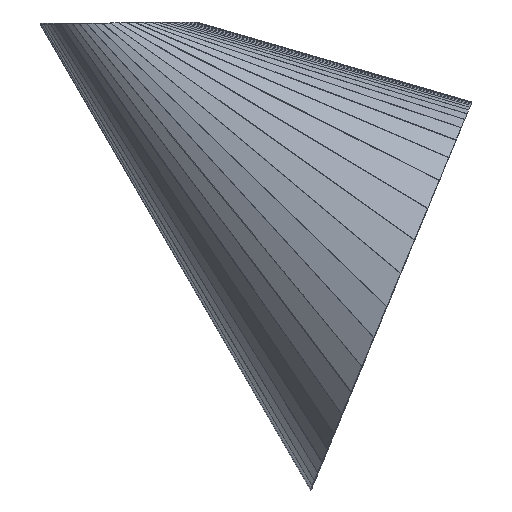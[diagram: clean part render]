
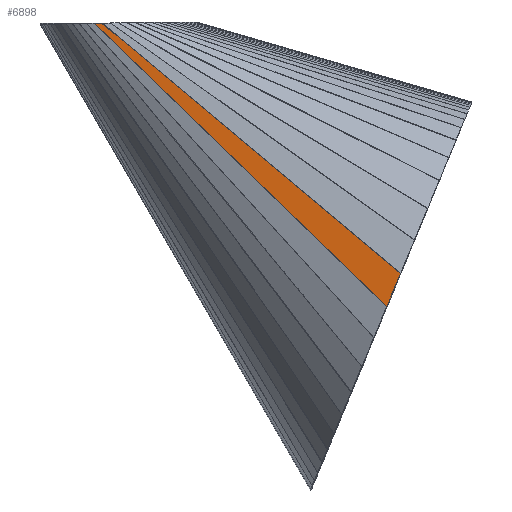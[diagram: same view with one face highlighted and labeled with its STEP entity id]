
A CAD part, left-side view. The second image highlights one B-rep face of the part: STEP entity #6898.
In plain terms, the highlighted planar face has unit normal (-0.957, 0.257, 0.138).
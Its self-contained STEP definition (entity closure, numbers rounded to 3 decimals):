
#712=FACE_OUTER_BOUND('',#1206,.T.);
#1206=EDGE_LOOP('',(#5299,#5300,#5301,#5302));
#1911=LINE('',#11056,#2655);
#1912=LINE('',#11060,#2656);
#1913=LINE('',#11062,#2657);
#1914=LINE('',#11063,#2658);
#2655=VECTOR('',#9073,10.);
#2656=VECTOR('',#9078,10.);
#2657=VECTOR('',#9079,10.);
#2658=VECTOR('',#9080,10.);
#3399=VERTEX_POINT('',#11053);
#3400=VERTEX_POINT('',#11055);
#3401=VERTEX_POINT('',#11059);
#3402=VERTEX_POINT('',#11061);
#4102=EDGE_CURVE('',#3399,#3400,#1911,.T.);
#4104=EDGE_CURVE('',#3401,#3399,#1912,.T.);
#4105=EDGE_CURVE('',#3401,#3402,#1913,.T.);
#4106=EDGE_CURVE('',#3402,#3400,#1914,.T.);
#5299=ORIENTED_EDGE('',*,*,#4104,.F.);
#5300=ORIENTED_EDGE('',*,*,#4105,.T.);
#5301=ORIENTED_EDGE('',*,*,#4106,.T.);
#5302=ORIENTED_EDGE('',*,*,#4102,.F.);
#6544=PLANE('',#7620);
#6898=ADVANCED_FACE('',(#712),#6544,.F.);
#7620=AXIS2_PLACEMENT_3D('',#11058,#9076,#9077);
#9073=DIRECTION('',(0.281,0.69,0.667));
#9076=DIRECTION('center_axis',(0.957,-0.257,-0.138));
#9077=DIRECTION('ref_axis',(-0.142,0.,-0.99));
#9078=DIRECTION('',(-0.03,0.383,-0.923));
#9079=DIRECTION('',(0.286,0.734,0.616));
#9080=DIRECTION('',(0.259,0.966,0.));
#11053=CARTESIAN_POINT('',(-251.559,505.918,-12.773));
#11055=CARTESIAN_POINT('',(-97.06,884.804,353.828));
#11056=CARTESIAN_POINT('',(-251.559,505.918,-12.773));
#11058=CARTESIAN_POINT('Origin',(-250.184,488.403,29.513));
#11059=CARTESIAN_POINT('',(-250.184,488.403,29.513));
#11060=CARTESIAN_POINT('',(-250.179,488.338,29.671));
#11061=CARTESIAN_POINT('',(-99.646,875.178,353.828));
#11062=CARTESIAN_POINT('',(-250.184,488.403,29.513));
#11063=CARTESIAN_POINT('',(-99.714,874.924,353.828));
